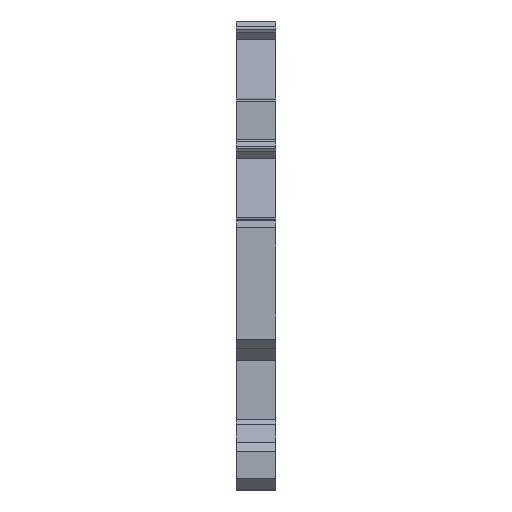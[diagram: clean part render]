
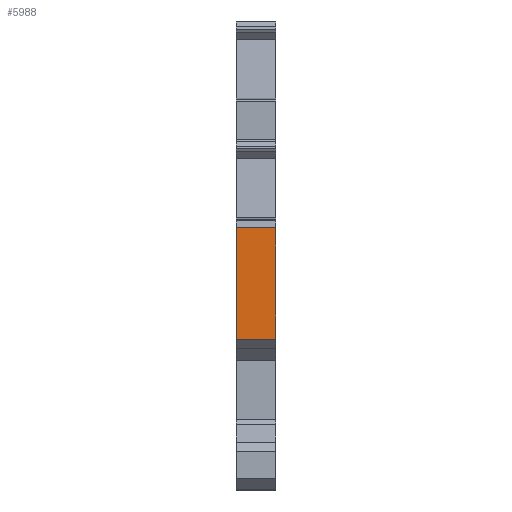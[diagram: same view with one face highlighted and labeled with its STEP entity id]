
A CAD part, left-side view. The second image highlights one B-rep face of the part: STEP entity #5988.
In plain terms, the highlighted free-form (B-spline) face has degree [1, 1] with [2, 2] control points.
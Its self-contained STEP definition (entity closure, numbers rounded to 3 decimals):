
#3135=CARTESIAN_POINT('',(-31.8,9.4,-12.8));
#3136=VERTEX_POINT('',#3135);
#3145=CARTESIAN_POINT('',(-31.8,12.9,-12.8));
#3146=VERTEX_POINT('',#3145);
#3147=CARTESIAN_POINT('',(-31.8,9.4,-12.8));
#3148=CARTESIAN_POINT('',(-31.8,12.9,-12.8));
#3149=B_SPLINE_CURVE_WITH_KNOTS('',1,(#3147,#3148),.POLYLINE_FORM.,.F.,.U.,(2,2),(0.,1.),.UNSPECIFIED.);
#3150=EDGE_CURVE('',#3136,#3146,#3149,.T.);
#3166=CARTESIAN_POINT('',(-31.8,9.4,-2.918));
#3167=VERTEX_POINT('',#3166);
#3168=CARTESIAN_POINT('',(-31.8,12.9,-2.918));
#3169=VERTEX_POINT('',#3168);
#3170=CARTESIAN_POINT('',(-31.8,9.4,-2.918));
#3171=CARTESIAN_POINT('',(-31.8,12.9,-2.918));
#3172=B_SPLINE_CURVE_WITH_KNOTS('',1,(#3170,#3171),.POLYLINE_FORM.,.F.,.U.,(2,2),(0.,1.),.UNSPECIFIED.);
#3173=EDGE_CURVE('',#3167,#3169,#3172,.T.);
#5683=CARTESIAN_POINT('',(-31.8,9.4,-4.848));
#5684=VERTEX_POINT('',#5683);
#5685=CARTESIAN_POINT('',(-31.8,9.4,-4.848));
#5686=CARTESIAN_POINT('',(-31.8,9.4,-2.918));
#5687=B_SPLINE_CURVE_WITH_KNOTS('',1,(#5685,#5686),.POLYLINE_FORM.,.F.,.U.,(2,2),(0.,1.),.UNSPECIFIED.);
#5688=EDGE_CURVE('',#5684,#3167,#5687,.T.);
#5690=CARTESIAN_POINT('',(-31.8,9.4,-4.85));
#5691=VERTEX_POINT('',#5690);
#5692=CARTESIAN_POINT('',(-31.8,9.4,-4.85));
#5693=CARTESIAN_POINT('',(-31.8,9.4,-4.849));
#5694=CARTESIAN_POINT('',(-31.8,9.4,-4.848));
#5695=(BOUNDED_CURVE()B_SPLINE_CURVE(2,(#5692,#5693,#5694),.CIRCULAR_ARC.,.F.,.U.)B_SPLINE_CURVE_WITH_KNOTS((3,3),(0.987,1.),.UNSPECIFIED.)CURVE()GEOMETRIC_REPRESENTATION_ITEM()RATIONAL_B_SPLINE_CURVE((0.999,0.999,1.))REPRESENTATION_ITEM(''));
#5696=EDGE_CURVE('',#5691,#5684,#5695,.T.);
#5698=CARTESIAN_POINT('',(-31.8,9.4,-10.987));
#5699=VERTEX_POINT('',#5698);
#5700=CARTESIAN_POINT('',(-31.8,9.4,-4.85));
#5701=CARTESIAN_POINT('',(-31.8,9.4,-10.987));
#5702=B_SPLINE_CURVE_WITH_KNOTS('',1,(#5700,#5701),.POLYLINE_FORM.,.F.,.U.,(2,2),(0.022,0.932),.UNSPECIFIED.);
#5703=EDGE_CURVE('',#5691,#5699,#5702,.T.);
#5705=CARTESIAN_POINT('',(-31.8,9.4,-10.989));
#5706=VERTEX_POINT('',#5705);
#5707=CARTESIAN_POINT('',(-31.8,9.4,-10.989));
#5708=CARTESIAN_POINT('',(-31.8,9.4,-10.988));
#5709=CARTESIAN_POINT('',(-31.8,9.4,-10.987));
#5710=(BOUNDED_CURVE()B_SPLINE_CURVE(2,(#5707,#5708,#5709),.UNSPECIFIED.,.F.,.U.)B_SPLINE_CURVE_WITH_KNOTS((3,3),(0.017,0.028),.UNSPECIFIED.)CURVE()GEOMETRIC_REPRESENTATION_ITEM()RATIONAL_B_SPLINE_CURVE((0.898,0.899,0.9))REPRESENTATION_ITEM(''));
#5711=EDGE_CURVE('',#5706,#5699,#5710,.T.);
#5713=CARTESIAN_POINT('',(-31.8,9.4,-12.8));
#5714=CARTESIAN_POINT('',(-31.8,9.4,-10.989));
#5715=B_SPLINE_CURVE_WITH_KNOTS('',1,(#5713,#5714),.POLYLINE_FORM.,.F.,.U.,(2,2),(0.499,0.499),.UNSPECIFIED.);
#5716=EDGE_CURVE('',#3136,#5706,#5715,.T.);
#5911=CARTESIAN_POINT('',(-31.8,12.9,-12.8));
#5912=CARTESIAN_POINT('',(-31.8,12.9,-11.894));
#5913=CARTESIAN_POINT('',(-31.8,12.9,-10.989));
#5914=CARTESIAN_POINT('',(-31.8,12.9,-10.988));
#5915=CARTESIAN_POINT('',(-31.8,12.9,-10.988));
#5916=CARTESIAN_POINT('',(-31.8,12.9,-9.031));
#5917=CARTESIAN_POINT('',(-31.8,12.9,-5.962));
#5918=CARTESIAN_POINT('',(-31.8,12.9,-4.849));
#5919=CARTESIAN_POINT('',(-31.8,12.9,-4.849));
#5920=CARTESIAN_POINT('',(-31.8,12.9,-4.848));
#5921=CARTESIAN_POINT('',(-31.8,12.9,-3.883));
#5922=CARTESIAN_POINT('',(-31.8,12.9,-2.918));
#5923=(BOUNDED_CURVE()B_SPLINE_CURVE(2,(#5911,#5912,#5913,#5914,#5915,#5916,#5917,#5918,#5919,#5920,#5921,#5922),.UNSPECIFIED.,.F.,.U.)B_SPLINE_CURVE_WITH_KNOTS((3,2,2,1,2,2,3),(0.,1.,1.,3.16,4.387,4.388,5.453),.UNSPECIFIED.)CURVE()GEOMETRIC_REPRESENTATION_ITEM()RATIONAL_B_SPLINE_CURVE((1.,1.,1.,1.,0.999,0.999,0.999,0.999,1.,1.,1.,1.))REPRESENTATION_ITEM(''));
#5924=EDGE_CURVE('',#3146,#3169,#5923,.T.);
#5973=CARTESIAN_POINT('',(-31.8,13.148,-1.885));
#5974=CARTESIAN_POINT('',(-31.8,9.152,-1.885));
#5975=CARTESIAN_POINT('',(-31.8,13.148,-13.865));
#5976=CARTESIAN_POINT('',(-31.8,9.152,-13.865));
#5977=B_SPLINE_SURFACE_WITH_KNOTS('',1,1,((#5973,#5974),(#5975,#5976)),.PLANE_SURF.,.F.,.F.,.U.,(2,2),(2,2),(0.,1.),(0.,1.),.UNSPECIFIED.);
#5978=ORIENTED_EDGE('',*,*,#5711,.T.);
#5979=ORIENTED_EDGE('',*,*,#5703,.F.);
#5980=ORIENTED_EDGE('',*,*,#5696,.T.);
#5981=ORIENTED_EDGE('',*,*,#5688,.T.);
#5982=ORIENTED_EDGE('',*,*,#3173,.T.);
#5983=ORIENTED_EDGE('',*,*,#5924,.F.);
#5984=ORIENTED_EDGE('',*,*,#3150,.F.);
#5985=ORIENTED_EDGE('',*,*,#5716,.T.);
#5986=EDGE_LOOP('',(#5978,#5979,#5980,#5981,#5982,#5983,#5984,#5985));
#5987=FACE_OUTER_BOUND('',#5986,.T.);
#5988=ADVANCED_FACE('',(#5987),#5977,.T.);
